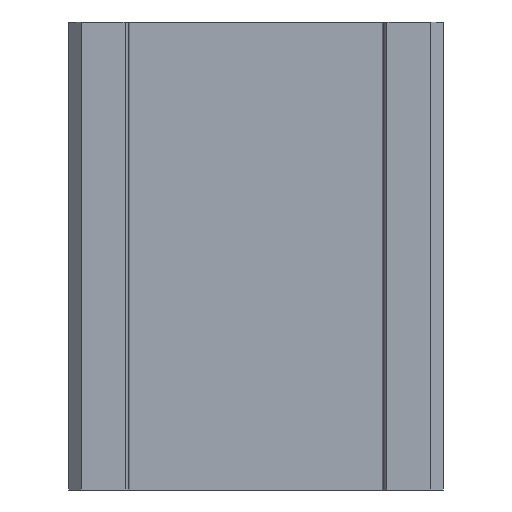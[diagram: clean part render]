
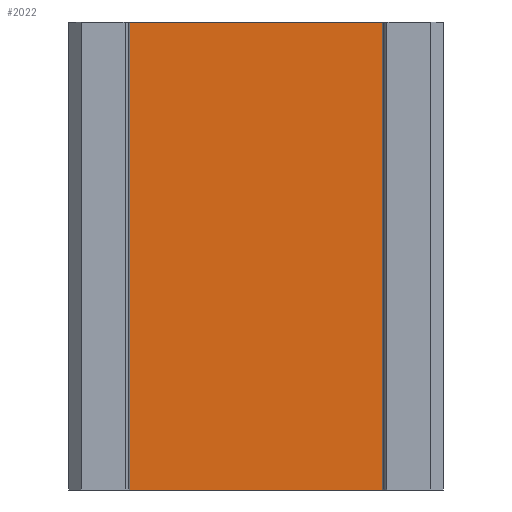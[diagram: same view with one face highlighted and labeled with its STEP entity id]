
A CAD part, front view. The second image highlights one B-rep face of the part: STEP entity #2022.
In plain terms, the highlighted planar face has unit normal (0, -1, 0).
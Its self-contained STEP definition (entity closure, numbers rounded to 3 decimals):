
#40=PLANE('',#2192);
#209=FACE_OUTER_BOUND('',#353,.T.);
#353=EDGE_LOOP('',(#1475,#1476,#1477,#1478));
#487=LINE('',#3158,#679);
#488=LINE('',#3160,#680);
#489=LINE('',#3162,#681);
#490=LINE('',#3163,#682);
#679=VECTOR('',#2452,41.116);
#680=VECTOR('',#2453,74.7);
#681=VECTOR('',#2454,41.116);
#682=VECTOR('',#2455,74.7);
#977=VERTEX_POINT('',#3156);
#978=VERTEX_POINT('',#3157);
#979=VERTEX_POINT('',#3159);
#980=VERTEX_POINT('',#3161);
#1177=EDGE_CURVE('',#977,#978,#487,.T.);
#1178=EDGE_CURVE('',#978,#979,#488,.T.);
#1179=EDGE_CURVE('',#979,#980,#489,.T.);
#1180=EDGE_CURVE('',#980,#977,#490,.T.);
#1475=ORIENTED_EDGE('',*,*,#1177,.T.);
#1476=ORIENTED_EDGE('',*,*,#1178,.T.);
#1477=ORIENTED_EDGE('',*,*,#1179,.T.);
#1478=ORIENTED_EDGE('',*,*,#1180,.T.);
#2022=ADVANCED_FACE('',(#209),#40,.T.);
#2192=AXIS2_PLACEMENT_3D('',#3155,#2450,#2451);
#2450=DIRECTION('center_axis',(0.,-1.,0.));
#2451=DIRECTION('ref_axis',(0.,0.,-1.));
#2452=DIRECTION('',(1.,0.,0.));
#2453=DIRECTION('',(0.,0.,1.));
#2454=DIRECTION('',(-1.,0.,0.));
#2455=DIRECTION('',(0.,0.,-1.));
#3155=CARTESIAN_POINT('Origin',(20.558,2.58,28.65));
#3156=CARTESIAN_POINT('',(-20.558,2.58,-37.35));
#3157=CARTESIAN_POINT('',(20.558,2.58,-37.35));
#3158=CARTESIAN_POINT('',(20.558,2.58,-37.35));
#3159=CARTESIAN_POINT('',(20.558,2.58,37.35));
#3160=CARTESIAN_POINT('',(20.558,2.58,28.65));
#3161=CARTESIAN_POINT('',(-20.558,2.58,37.35));
#3162=CARTESIAN_POINT('',(20.558,2.58,37.35));
#3163=CARTESIAN_POINT('',(-20.558,2.58,28.65));
